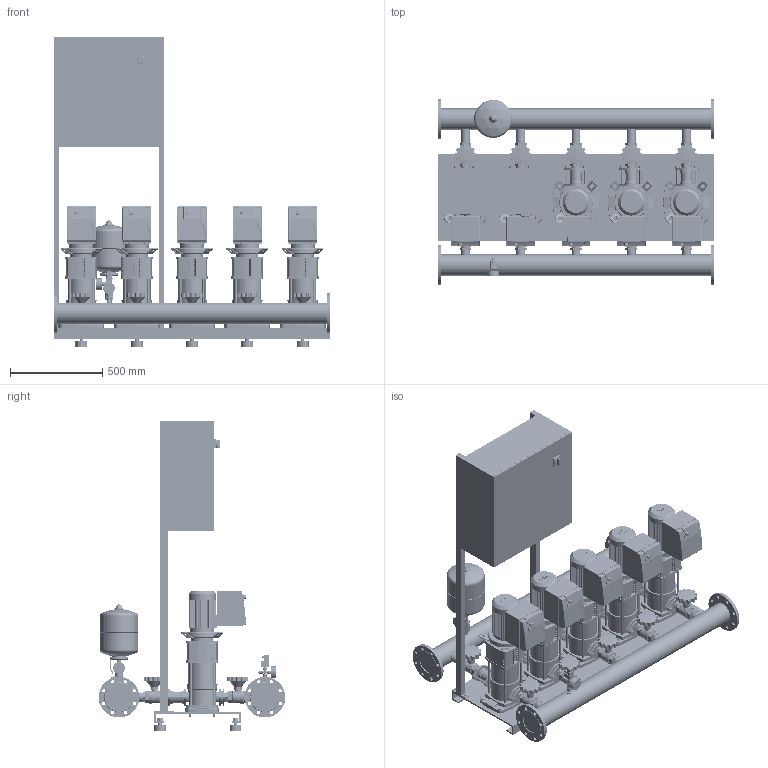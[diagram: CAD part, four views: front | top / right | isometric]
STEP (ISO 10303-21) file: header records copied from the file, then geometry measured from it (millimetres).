
FILE_DESCRIPTION((''),'2;1');
FILE_NAME('3d_COR-5HELIXVE1002_K_CCE-01-2535979.stp','2015-10-05T07:17:12',(''),(''),'Mechanical Desktop 2009','Mechanical Desktop 2009',', , ');
FILE_SCHEMA(('CONFIG_CONTROL_DESIGN'));
Length unit declared in the file: millimetre
Products named in the file (1): Product
Bounding box: 1500 x 1012 x 1685 mm (x, y, z)
Volume: 244802808.6 mm3; surface area: 14080854.9 mm2
Topology: 290 solids, 290 shells, 7771 faces, 19895 edges, 12940 vertices
Faces by surface type: plane 2543, bspline 2348, cylinder 2267, cone 295, torus 222, sphere 96
Entity records: 257510 total; most frequent: CARTESIAN_POINT 71700, ORIENTED_EDGE 39606, DIRECTION 36574, EDGE_CURVE 19803, VERTEX_POINT 12933, AXIS2_PLACEMENT_3D 12447, VECTOR 11680, LINE 11680
